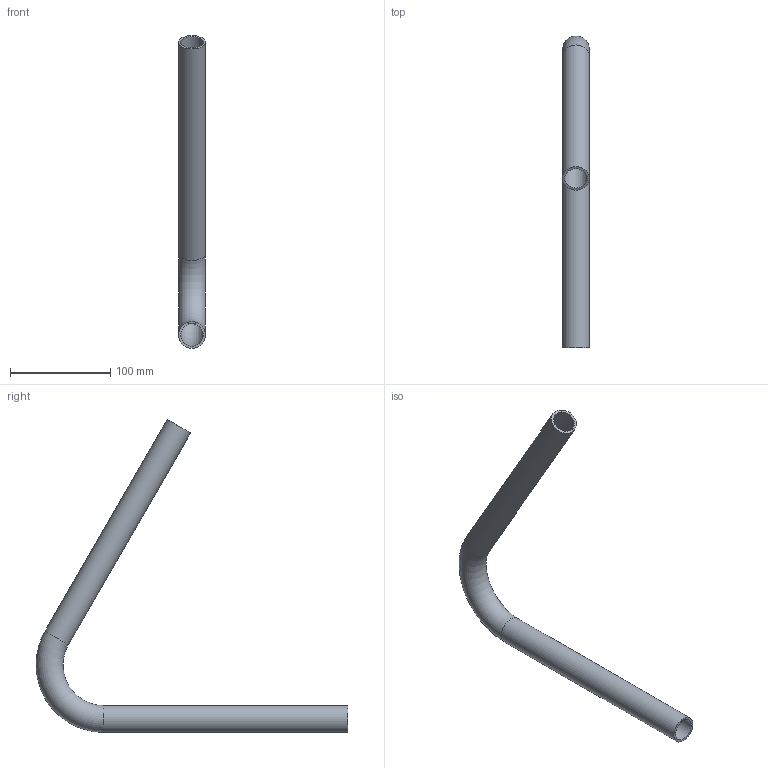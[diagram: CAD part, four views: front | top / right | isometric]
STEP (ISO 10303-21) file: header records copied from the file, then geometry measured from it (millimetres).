
FILE_DESCRIPTION (( 'STEP AP203' ), '1' );
FILE_NAME ('6965-120.step', '2023-09-14T07:40:33', ( '' ), ( '' ), 'SwSTEP 2.0', 'SolidWorks 2018', '' );
FILE_SCHEMA (( 'CONFIG_CONTROL_DESIGN' ));
Length unit declared in the file: millimetre
Products named in the file (1): 6965-120
Bounding box: 26.9 x 310.86 x 312.01 mm (x, y, z)
Volume: 106650.7 mm3; surface area: 93098.8 mm2
Topology: 1 solids, 1 shells, 214 faces, 565 edges, 376 vertices
Faces by surface type: plane 110, bspline 98, cylinder 4, torus 2
Full cylindrical faces by diameter (mm): 22.3 x2, 26.9 x2
Entity records: 11878 total; most frequent: CARTESIAN_POINT 7196, ORIENTED_EDGE 1114, DIRECTION 603, EDGE_CURVE 557, VERTEX_POINT 374, LINE 353, VECTOR 353, EDGE_LOOP 245
